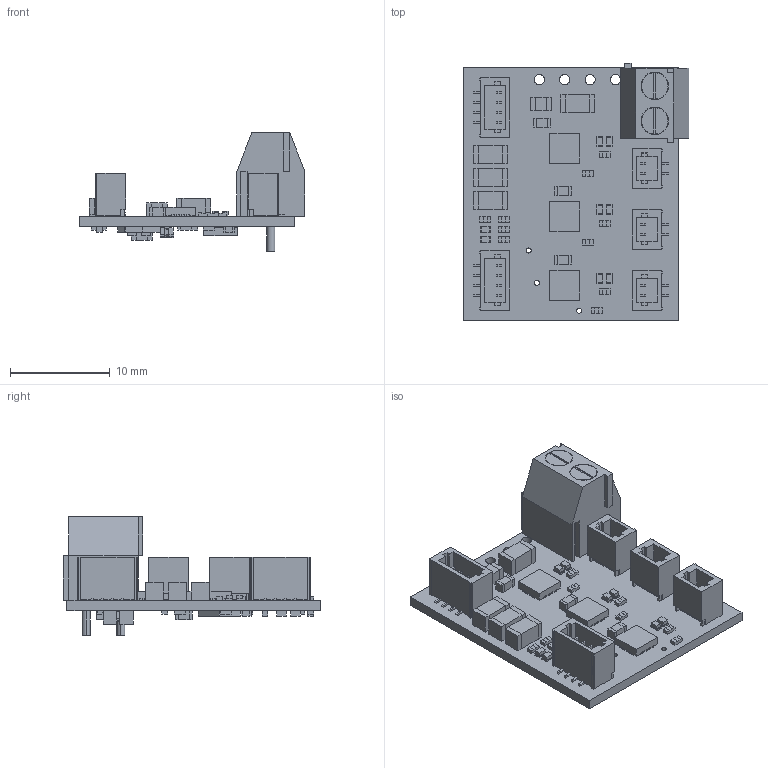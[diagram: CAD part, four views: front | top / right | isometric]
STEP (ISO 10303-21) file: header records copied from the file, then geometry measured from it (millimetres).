
FILE_DESCRIPTION (( 'STEP AP214' ), '1' );
FILE_NAME ('motoron-m3t453-triple-i2c-motor-controller-with-jst-sh-style-connectors.step', '2025-12-11T15:38:30', ( '' ), ( '' ), 'SwSTEP 2.0', 'SolidWorks 2025', '' );
FILE_SCHEMA (( 'AUTOMOTIVE_DESIGN' ));
Length unit declared in the file: millimetre
Products named in the file (1): motoron-m3t453-triple-i2c-motor-controller-with-jst-sh-style-connectors
Bounding box: 22.58 x 25.77 x 11.9 mm (x, y, z)
Volume: 1144.4 mm3; surface area: 2732.5 mm2
Topology: 2 solids, 2 shells, 1692 faces, 4777 edges, 3148 vertices
Faces by surface type: plane 1401, bspline 181, cylinder 110
Entity records: 79293 total; most frequent: CARTESIAN_POINT 17781, ORIENTED_EDGE 9554, DIRECTION 7573, EDGE_CURVE 4777, LINE 4085, VECTOR 4085, VERTEX_POINT 3148, EDGE_LOOP 1913
